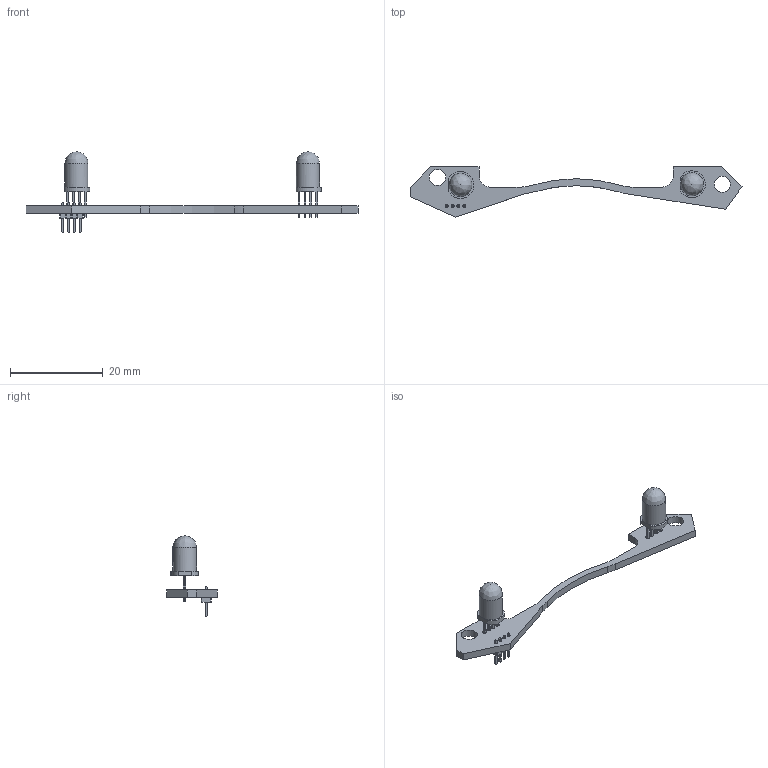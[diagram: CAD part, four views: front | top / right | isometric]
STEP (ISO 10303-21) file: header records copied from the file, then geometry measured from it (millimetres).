
FILE_DESCRIPTION(('KiCad electronic assembly'),'2;1');
FILE_NAME('SARI_LEDS.step','2023-05-17T13:33:48',('Pcbnew'),('Kicad'), 'Open CASCADE STEP processor 7.6','KiCad to STEP converter','Unknown' );
FILE_SCHEMA(('AUTOMOTIVE_DESIGN { 1 0 10303 214 1 1 1 1 }'));
Length unit declared in the file: millimetre
Products named in the file (6): SARI_LEDS 1; LED_D5.0mm-4_RGB; SOLID; PinHeader_1x04_P1.27mm_Vertical; SARI_LEDS PCB
Assembly tree (6 placements, depth 3):
  SARI_LEDS 1
    LED_D5.0mm-4_RGB  x2
      SOLID
    PinHeader_1x04_P1.27mm_Vertical
      SOLID
    SARI_LEDS PCB
Bounding box: 71.49 x 10.86 x 17.3 mm (x, y, z)
Volume: 815.9 mm3; surface area: 1411.9 mm2
Topology: 4 solids, 4 shells, 191 faces, 471 edges, 302 vertices
Faces by surface type: bspline 152, cylinder 22, plane 17
Full cylindrical faces by diameter (mm): 0.65 x4, 0.9 x8, 3.5 x2
Entity records: 10535 total; most frequent: CARTESIAN_POINT 3330, B_SPLINE_CURVE_WITH_KNOTS 884, ORIENTED_EDGE 818, PCURVE 818, DEFINITIONAL_REPRESENTATION 818, DIRECTION 425, EDGE_CURVE 409, SURFACE_CURVE 393
